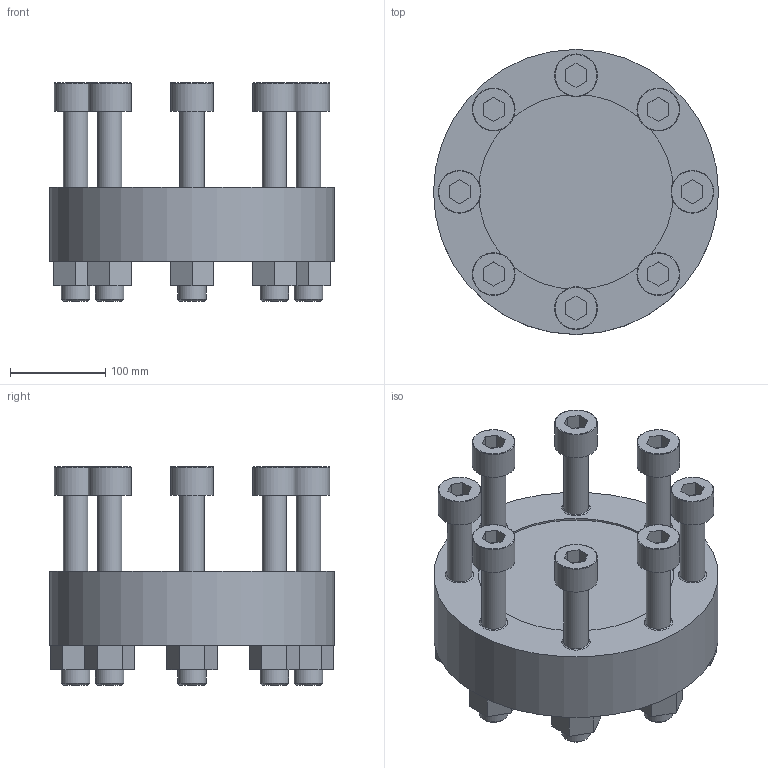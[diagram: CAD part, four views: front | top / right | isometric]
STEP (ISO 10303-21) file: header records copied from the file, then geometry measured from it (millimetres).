
FILE_DESCRIPTION(/* description */ ('STEP AP203'),/* implementation_level */ '2;1');
FILE_NAME(/* name */ 'Counter Blind Flange FGB 150-0-01',/* time_stamp */ '2024-06-13T07:50:54+02:00',/* author */ ('License CC BY-ND 4.0'),/* organization */ ('CADENAS'),/* preprocessor_version */ 'ST-DEVELOPER v19.3',/* originating_system */ 'PARTsolutions',/* authorisation */ ' ');
FILE_SCHEMA (('CONFIG_CONTROL_DESIGN'));
Length unit declared in the file: millimetre
Products named in the file (1): Gegen-Blindflansch FGB 150-0-01
Bounding box: 300 x 300 x 230 mm (x, y, z)
Volume: 6574029.4 mm3; surface area: 374451.1 mm2
Topology: 1 solids, 1 shells, 200 faces, 453 edges, 297 vertices
Faces by surface type: plane 140, cylinder 35, cone 17, torus 8
Full cylindrical faces by diameter (mm): 25.706 x8, 30 x16, 45 x8, 164.49 x1, 205 x1, 300 x1
Entity records: 5112 total; most frequent: DIRECTION 864, CARTESIAN_POINT 855, ORIENTED_EDGE 750, EDGE_CURVE 375, EDGE_LOOP 302, FACE_BOUND 302, LINE 288, VECTOR 288
